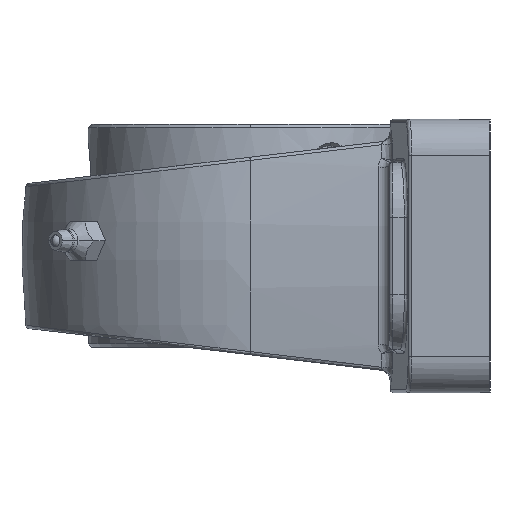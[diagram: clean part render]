
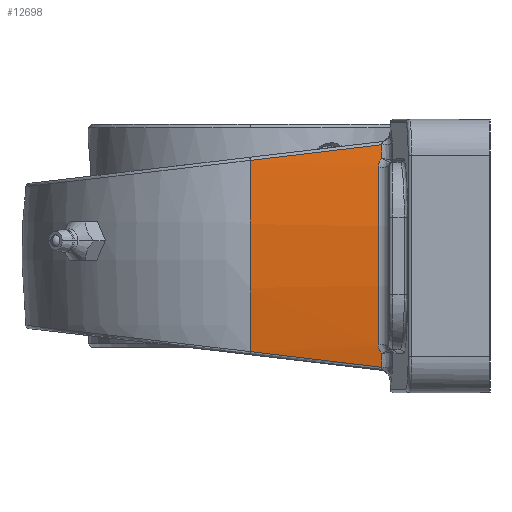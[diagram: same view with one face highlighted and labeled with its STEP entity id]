
A CAD part, left-side view. The second image highlights one B-rep face of the part: STEP entity #12698.
In plain terms, the highlighted cylindrical face has radius 96.8 mm (diameter 193.6 mm), a partial arc.
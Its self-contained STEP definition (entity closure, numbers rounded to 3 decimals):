
#9749 = AXIS2_PLACEMENT_3D ( 'NONE', #9779, #9777, #9776 ) ;
#9776 = DIRECTION ( 'NONE',  ( 0., 0., 1. ) ) ;
#9777 = DIRECTION ( 'NONE',  ( 0., 1., 0. ) ) ;
#9779 = CARTESIAN_POINT ( 'NONE',  ( 65.1, 15.5, 0. ) ) ;
#9785 = CARTESIAN_POINT ( 'NONE',  ( -30.744, 15.033, 13.574 ) ) ;
#9790 = CIRCLE ( 'NONE', #9749, 96.8 ) ;
#9795 = B_SPLINE_CURVE_WITH_KNOTS ( 'NONE', 3,
 ( #9842, #9841, #9840, #9839, #9838, #9837 ),
 .UNSPECIFIED., .F., .F.,
 ( 4, 2, 4 ),
 ( 0., 0.001, 0.001 ),
 .UNSPECIFIED. ) ;
#9796 = CARTESIAN_POINT ( 'NONE',  ( -30.459, 15.053, -15.452 ) ) ;
#9797 = CARTESIAN_POINT ( 'NONE',  ( -30.459, 15.053, 15.452 ) ) ;
#9799 = CARTESIAN_POINT ( 'NONE',  ( -30.459, 15.053, 15.452 ) ) ;
#9800 = CARTESIAN_POINT ( 'NONE',  ( -30.56, 15.046, 14.827 ) ) ;
#9801 = CARTESIAN_POINT ( 'NONE',  ( -30.655, 15.039, 14.201 ) ) ;
#9802 = CARTESIAN_POINT ( 'NONE',  ( -30.744, 15.033, 13.574 ) ) ;
#9803 = CYLINDRICAL_SURFACE ( 'NONE', #9806, 96.8 ) ;
#9804 =( BOUNDED_CURVE ( )  B_SPLINE_CURVE ( 3, ( #9802, #9801, #9800, #9799 ),
 .UNSPECIFIED., .F., .T. ) 
 B_SPLINE_CURVE_WITH_KNOTS ( ( 4, 4 ),
 ( 3.282, 3.302 ),
 .UNSPECIFIED. ) 
 CURVE ( )  GEOMETRIC_REPRESENTATION_ITEM ( )  RATIONAL_B_SPLINE_CURVE ( ( 1., 1., 1., 1. ) ) 
 REPRESENTATION_ITEM ( '' )  );
#9806 = AXIS2_PLACEMENT_3D ( 'NONE', #9833, #9836, #9835 ) ;
#9807 = CARTESIAN_POINT ( 'NONE',  ( -30.785, 33.3, 13.281 ) ) ;
#9825 = CARTESIAN_POINT ( 'NONE',  ( -30.744, 15.033, 13.574 ) ) ;
#9826 = CARTESIAN_POINT ( 'NONE',  ( -30.769, 15.184, 13.397 ) ) ;
#9827 = CARTESIAN_POINT ( 'NONE',  ( -30.796, 15.299, 13.2 ) ) ;
#9828 = CARTESIAN_POINT ( 'NONE',  ( -30.855, 15.459, 12.766 ) ) ;
#9829 = CARTESIAN_POINT ( 'NONE',  ( -30.884, 15.5, 12.541 ) ) ;
#9830 = CARTESIAN_POINT ( 'NONE',  ( -30.914, 15.5, 12.309 ) ) ;
#9831 = CARTESIAN_POINT ( 'NONE',  ( -30.744, 15.033, -13.574 ) ) ;
#9832 = B_SPLINE_CURVE_WITH_KNOTS ( 'NONE', 3,
 ( #9830, #9829, #9828, #9827, #9826, #9825 ),
 .UNSPECIFIED., .F., .F.,
 ( 4, 2, 4 ),
 ( 0., 0.001, 0.001 ),
 .UNSPECIFIED. ) ;
#9833 = CARTESIAN_POINT ( 'NONE',  ( 65.1, -24.109, 0. ) ) ;
#9834 = FACE_OUTER_BOUND ( 'NONE', #12711, .T. ) ;
#9835 = DIRECTION ( 'NONE',  ( 0., 0., 1. ) ) ;
#9836 = DIRECTION ( 'NONE',  ( 0., 1., 0. ) ) ;
#9837 = CARTESIAN_POINT ( 'NONE',  ( -30.914, 15.5, -12.309 ) ) ;
#9838 = CARTESIAN_POINT ( 'NONE',  ( -30.884, 15.5, -12.541 ) ) ;
#9839 = CARTESIAN_POINT ( 'NONE',  ( -30.855, 15.46, -12.766 ) ) ;
#9840 = CARTESIAN_POINT ( 'NONE',  ( -30.796, 15.299, -13.2 ) ) ;
#9841 = CARTESIAN_POINT ( 'NONE',  ( -30.769, 15.183, -13.397 ) ) ;
#9842 = CARTESIAN_POINT ( 'NONE',  ( -30.744, 15.033, -13.574 ) ) ;
#9844 = DIRECTION ( 'NONE',  ( 0., 0., -1. ) ) ;
#9845 = DIRECTION ( 'NONE',  ( 0., -1., 0. ) ) ;
#9846 = CARTESIAN_POINT ( 'NONE',  ( 65.1, 33.3, 0. ) ) ;
#9847 = CARTESIAN_POINT ( 'NONE',  ( -30.785, 33.3, -13.281 ) ) ;
#9848 = CARTESIAN_POINT ( 'NONE',  ( -30.744, 15.033, -13.574 ) ) ;
#9849 = CARTESIAN_POINT ( 'NONE',  ( -30.655, 15.039, -14.201 ) ) ;
#9850 = CARTESIAN_POINT ( 'NONE',  ( -30.56, 15.046, -14.827 ) ) ;
#9851 = CARTESIAN_POINT ( 'NONE',  ( -30.459, 15.053, -15.452 ) ) ;
#9852 =( BOUNDED_CURVE ( )  B_SPLINE_CURVE ( 3, ( #9851, #9850, #9849, #9848 ),
 .UNSPECIFIED., .F., .F. ) 
 B_SPLINE_CURVE_WITH_KNOTS ( ( 4, 4 ),
 ( 2.981, 3.001 ),
 .UNSPECIFIED. ) 
 CURVE ( )  GEOMETRIC_REPRESENTATION_ITEM ( )  RATIONAL_B_SPLINE_CURVE ( ( 1., 1., 1., 1. ) ) 
 REPRESENTATION_ITEM ( '' )  );
#9855 = CIRCLE ( 'NONE', #9856, 96.8 ) ;
#9856 = AXIS2_PLACEMENT_3D ( 'NONE', #9846, #9845, #9844 ) ;
#9858 = CARTESIAN_POINT ( 'NONE',  ( -30.914, 15.5, -12.309 ) ) ;
#9859 = CARTESIAN_POINT ( 'NONE',  ( -30.914, 15.5, 12.309 ) ) ;
#9862 = CARTESIAN_POINT ( 'NONE',  ( -30.785, 33.3, 13.281 ) ) ;
#9863 = CARTESIAN_POINT ( 'NONE',  ( -30.684, 27.208, 14.006 ) ) ;
#9864 = CARTESIAN_POINT ( 'NONE',  ( -30.576, 21.125, 14.729 ) ) ;
#9865 = CARTESIAN_POINT ( 'NONE',  ( -30.459, 15.053, 15.452 ) ) ;
#9867 =( BOUNDED_CURVE ( )  B_SPLINE_CURVE ( 3, ( #9865, #9864, #9863, #9862 ),
 .UNSPECIFIED., .F., .T. ) 
 B_SPLINE_CURVE_WITH_KNOTS ( ( 4, 4 ),
 ( 4.552, 4.575 ),
 .UNSPECIFIED. ) 
 CURVE ( )  GEOMETRIC_REPRESENTATION_ITEM ( )  RATIONAL_B_SPLINE_CURVE ( ( 1., 1., 1., 1. ) ) 
 REPRESENTATION_ITEM ( '' )  );
#9872 = CARTESIAN_POINT ( 'NONE',  ( -30.459, 15.053, -15.452 ) ) ;
#9873 = CARTESIAN_POINT ( 'NONE',  ( -30.576, 21.125, -14.729 ) ) ;
#9874 = CARTESIAN_POINT ( 'NONE',  ( -30.684, 27.208, -14.006 ) ) ;
#9875 = CARTESIAN_POINT ( 'NONE',  ( -30.785, 33.3, -13.281 ) ) ;
#9877 =( BOUNDED_CURVE ( )  B_SPLINE_CURVE ( 3, ( #9875, #9874, #9873, #9872 ),
 .UNSPECIFIED., .F., .T. ) 
 B_SPLINE_CURVE_WITH_KNOTS ( ( 4, 4 ),
 ( 1.708, 1.731 ),
 .UNSPECIFIED. ) 
 CURVE ( )  GEOMETRIC_REPRESENTATION_ITEM ( )  RATIONAL_B_SPLINE_CURVE ( ( 1., 1., 1., 1. ) ) 
 REPRESENTATION_ITEM ( '' )  );
#12680 = VERTEX_POINT ( 'NONE', #9785 ) ;
#12681 = EDGE_CURVE ( 'NONE', #12707, #12716, #9790, .T. ) ;
#12688 = VERTEX_POINT ( 'NONE', #9807 ) ;
#12689 = EDGE_CURVE ( 'NONE', #12680, #12697, #9804, .T. ) ;
#12691 = EDGE_CURVE ( 'NONE', #12699, #12707, #9795, .T. ) ;
#12692 = VERTEX_POINT ( 'NONE', #9796 ) ;
#12694 = EDGE_CURVE ( 'NONE', #12716, #12680, #9832, .T. ) ;
#12695 = ORIENTED_EDGE ( 'NONE', *, *, #12714, .T. ) ;
#12696 = ORIENTED_EDGE ( 'NONE', *, *, #12694, .T. ) ;
#12697 = VERTEX_POINT ( 'NONE', #9797 ) ;
#12698 = ADVANCED_FACE ( 'NONE', ( #9834 ), #9803, .T. ) ;
#12699 = VERTEX_POINT ( 'NONE', #9831 ) ;
#12700 = ORIENTED_EDGE ( 'NONE', *, *, #12689, .T. ) ;
#12707 = VERTEX_POINT ( 'NONE', #9858 ) ;
#12710 = ORIENTED_EDGE ( 'NONE', *, *, #12718, .T. ) ;
#12711 = EDGE_LOOP ( 'NONE', ( #12712, #12695, #12720, #12717, #12696, #12700, #12728, #12710 ) ) ;
#12712 = ORIENTED_EDGE ( 'NONE', *, *, #12719, .T. ) ;
#12714 = EDGE_CURVE ( 'NONE', #12692, #12699, #9852, .T. ) ;
#12716 = VERTEX_POINT ( 'NONE', #9859 ) ;
#12717 = ORIENTED_EDGE ( 'NONE', *, *, #12681, .T. ) ;
#12718 = EDGE_CURVE ( 'NONE', #12688, #12724, #9855, .T. ) ;
#12719 = EDGE_CURVE ( 'NONE', #12724, #12692, #9877, .T. ) ;
#12720 = ORIENTED_EDGE ( 'NONE', *, *, #12691, .T. ) ;
#12724 = VERTEX_POINT ( 'NONE', #9847 ) ;
#12725 = EDGE_CURVE ( 'NONE', #12697, #12688, #9867, .T. ) ;
#12728 = ORIENTED_EDGE ( 'NONE', *, *, #12725, .T. ) ;
